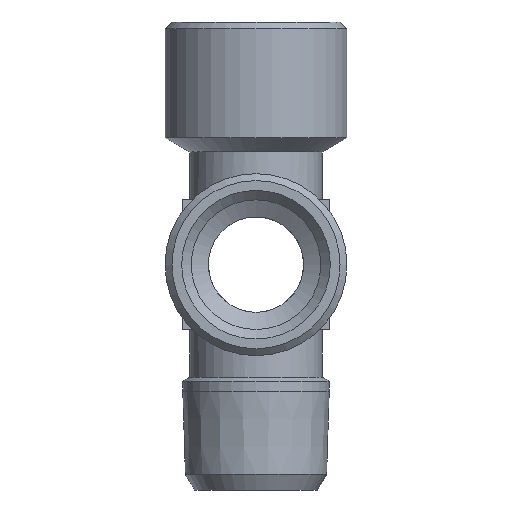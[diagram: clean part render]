
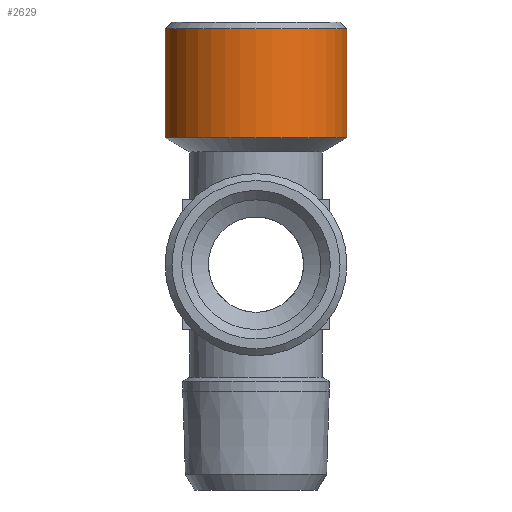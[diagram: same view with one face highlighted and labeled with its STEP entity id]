
A CAD part, left-side view. The second image highlights one B-rep face of the part: STEP entity #2629.
In plain terms, the highlighted cylindrical face has radius 10.5 mm (diameter 21 mm), a full revolution.
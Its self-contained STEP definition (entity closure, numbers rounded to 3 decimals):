
#1272=CYLINDRICAL_SURFACE('',#2492,10.5);
#1307=ORIENTED_EDGE('',*,*,#1648,.F.);
#1308=ORIENTED_EDGE('',*,*,#1647,.T.);
#1527=CIRCLE('',#2491,10.5);
#1528=CIRCLE('',#2493,10.5);
#1566=VERTEX_POINT('',#2238);
#1567=VERTEX_POINT('',#2241);
#1647=EDGE_CURVE('',#1566,#1566,#1527,.T.);
#1648=EDGE_CURVE('',#1567,#1567,#1528,.T.);
#1760=EDGE_LOOP('',(#1307));
#1761=EDGE_LOOP('',(#1308));
#1856=FACE_BOUND('',#1760,.T.);
#1857=FACE_BOUND('',#1761,.T.);
#1956=DIRECTION('',(0.,-1.,0.));
#1957=DIRECTION('',(0.,0.,10.5));
#1958=DIRECTION('',(0.,1.,0.));
#1959=DIRECTION('',(1.,0.,0.));
#1960=DIRECTION('',(0.,-1.,0.));
#1961=DIRECTION('',(0.,0.,10.5));
#2238=CARTESIAN_POINT('',(31.577,57.576,10.5));
#2239=CARTESIAN_POINT('',(31.577,57.576,0.));
#2240=CARTESIAN_POINT('',(31.577,45.021,0.));
#2241=CARTESIAN_POINT('',(31.577,45.021,10.5));
#2242=CARTESIAN_POINT('',(31.577,45.021,0.));
#2491=AXIS2_PLACEMENT_3D('',#2239,#1956,#1957);
#2492=AXIS2_PLACEMENT_3D('',#2240,#1958,#1959);
#2493=AXIS2_PLACEMENT_3D('',#2242,#1960,#1961);
#2629=ADVANCED_FACE('',(#1856,#1857),#1272,.T.);
